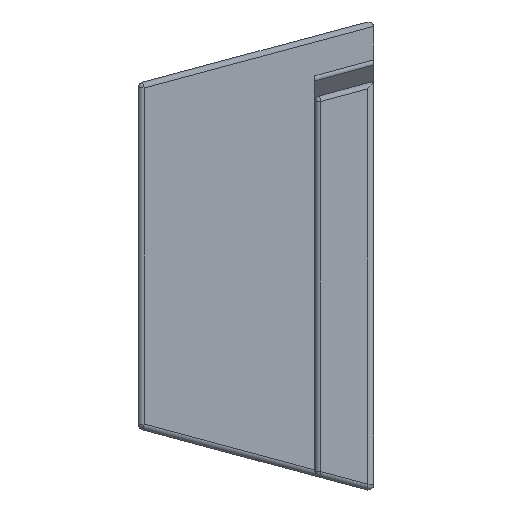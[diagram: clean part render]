
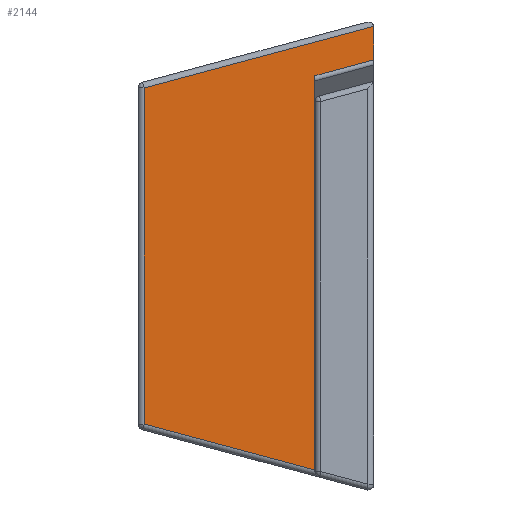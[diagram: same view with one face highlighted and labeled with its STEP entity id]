
A CAD part, left-side view. The second image highlights one B-rep face of the part: STEP entity #2144.
In plain terms, the highlighted planar face has unit normal (-1, 0, 0).
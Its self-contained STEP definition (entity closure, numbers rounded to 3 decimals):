
#39 = VERTEX_POINT ( 'NONE', #2037 ) ;
#128 = CARTESIAN_POINT ( 'NONE',  ( 80.1, 10., -77.321 ) ) ;
#156 = LINE ( 'NONE', #1794, #973 ) ;
#236 = DIRECTION ( 'NONE',  ( 0., 0., 1. ) ) ;
#244 = EDGE_CURVE ( 'NONE', #2255, #600, #1681, .T. ) ;
#326 = FACE_OUTER_BOUND ( 'NONE', #2254, .T. ) ;
#332 = VERTEX_POINT ( 'NONE', #516 ) ;
#339 = DIRECTION ( 'NONE',  ( -1., 0., 0. ) ) ;
#374 = DIRECTION ( 'NONE',  ( 0., -0.966, 0.259 ) ) ;
#386 = EDGE_CURVE ( 'NONE', #2134, #1906, #156, .T. ) ;
#420 = DIRECTION ( 'NONE',  ( 0., 0., 1. ) ) ;
#516 = CARTESIAN_POINT ( 'NONE',  ( 80.1, 39., -11.485 ) ) ;
#540 = ORIENTED_EDGE ( 'NONE', *, *, #2303, .T. ) ;
#565 = AXIS2_PLACEMENT_3D ( 'NONE', #967, #2025, #420 ) ;
#600 = VERTEX_POINT ( 'NONE', #2252 ) ;
#605 = LINE ( 'NONE', #2045, #2034 ) ;
#661 = VECTOR ( 'NONE', #374, 1000. ) ;
#672 = ORIENTED_EDGE ( 'NONE', *, *, #911, .T. ) ;
#679 = CARTESIAN_POINT ( 'NONE',  ( 80.1, 1., -1.303 ) ) ;
#684 = CARTESIAN_POINT ( 'NONE',  ( 80.1, 0.034, -1.044 ) ) ;
#685 = EDGE_CURVE ( 'NONE', #600, #1527, #1568, .T. ) ;
#787 = ORIENTED_EDGE ( 'NONE', *, *, #685, .T. ) ;
#825 = ORIENTED_EDGE ( 'NONE', *, *, #1015, .T. ) ;
#846 = CARTESIAN_POINT ( 'NONE',  ( 80.1, 10., -13.8 ) ) ;
#880 = DIRECTION ( 'NONE',  ( 0., -0.966, -0.259 ) ) ;
#911 = EDGE_CURVE ( 'NONE', #1527, #332, #605, .T. ) ;
#967 = CARTESIAN_POINT ( 'NONE',  ( 80.1, 9., -13.8 ) ) ;
#973 = VECTOR ( 'NONE', #880, 1000. ) ;
#1011 = VECTOR ( 'NONE', #236, 1000. ) ;
#1015 = EDGE_CURVE ( 'NONE', #1906, #1033, #1929, .T. ) ;
#1028 = CARTESIAN_POINT ( 'NONE',  ( 80.1, 39., -68.515 ) ) ;
#1033 = VERTEX_POINT ( 'NONE', #846 ) ;
#1123 = AXIS2_PLACEMENT_3D ( 'NONE', #679, #1399, #1895 ) ;
#1179 = DIRECTION ( 'NONE',  ( 0., 0., -1. ) ) ;
#1190 = CARTESIAN_POINT ( 'NONE',  ( 80.1, 39., -69.282 ) ) ;
#1217 = CARTESIAN_POINT ( 'NONE',  ( 80.1, 0., 0. ) ) ;
#1258 = VECTOR ( 'NONE', #1179, 1000. ) ;
#1263 = LINE ( 'NONE', #1425, #661 ) ;
#1281 = CARTESIAN_POINT ( 'NONE',  ( 80.1, 10., -76.285 ) ) ;
#1295 = ORIENTED_EDGE ( 'NONE', *, *, #1820, .T. ) ;
#1335 = ORIENTED_EDGE ( 'NONE', *, *, #244, .T. ) ;
#1368 = VECTOR ( 'NONE', #1394, 1000. ) ;
#1394 = DIRECTION ( 'NONE',  ( 0., 0., 1. ) ) ;
#1395 = PLANE ( 'NONE',  #1857 ) ;
#1399 = DIRECTION ( 'NONE',  ( -1., 0., 0. ) ) ;
#1425 = CARTESIAN_POINT ( 'NONE',  ( 80.1, 88.052, -33.946 ) ) ;
#1527 = VERTEX_POINT ( 'NONE', #684 ) ;
#1568 = CIRCLE ( 'NONE', #1123, 1. ) ;
#1589 = CARTESIAN_POINT ( 'NONE',  ( 80.1, 0., -10.353 ) ) ;
#1612 = ORIENTED_EDGE ( 'NONE', *, *, #1924, .T. ) ;
#1681 = LINE ( 'NONE', #2216, #1011 ) ;
#1691 = LINE ( 'NONE', #1190, #1258 ) ;
#1739 = ORIENTED_EDGE ( 'NONE', *, *, #386, .T. ) ;
#1794 = CARTESIAN_POINT ( 'NONE',  ( 80.1, 9.741, -76.355 ) ) ;
#1820 = EDGE_CURVE ( 'NONE', #332, #2134, #1691, .T. ) ;
#1857 = AXIS2_PLACEMENT_3D ( 'NONE', #1217, #339, #2290 ) ;
#1871 = DIRECTION ( 'NONE',  ( 0., 0.966, -0.259 ) ) ;
#1895 = DIRECTION ( 'NONE',  ( 0., 0., 1. ) ) ;
#1906 = VERTEX_POINT ( 'NONE', #1281 ) ;
#1924 = EDGE_CURVE ( 'NONE', #39, #2255, #1263, .T. ) ;
#1929 = LINE ( 'NONE', #128, #1368 ) ;
#2025 = DIRECTION ( 'NONE',  ( 1., 0., 0. ) ) ;
#2034 = VECTOR ( 'NONE', #1871, 1000. ) ;
#2037 = CARTESIAN_POINT ( 'NONE',  ( 80.1, 9.259, -12.834 ) ) ;
#2045 = CARTESIAN_POINT ( 'NONE',  ( 80.1, 39.741, -11.684 ) ) ;
#2102 = CIRCLE ( 'NONE', #565, 1. ) ;
#2134 = VERTEX_POINT ( 'NONE', #1028 ) ;
#2144 = ADVANCED_FACE ( 'NONE', ( #326 ), #1395, .T. ) ;
#2216 = CARTESIAN_POINT ( 'NONE',  ( 80.1, 0., -80. ) ) ;
#2252 = CARTESIAN_POINT ( 'NONE',  ( 80.1, 0., -1.303 ) ) ;
#2254 = EDGE_LOOP ( 'NONE', ( #1295, #1739, #825, #540, #1612, #1335, #787, #672 ) ) ;
#2255 = VERTEX_POINT ( 'NONE', #1589 ) ;
#2290 = DIRECTION ( 'NONE',  ( 0., 0., 1. ) ) ;
#2303 = EDGE_CURVE ( 'NONE', #1033, #39, #2102, .T. ) ;
